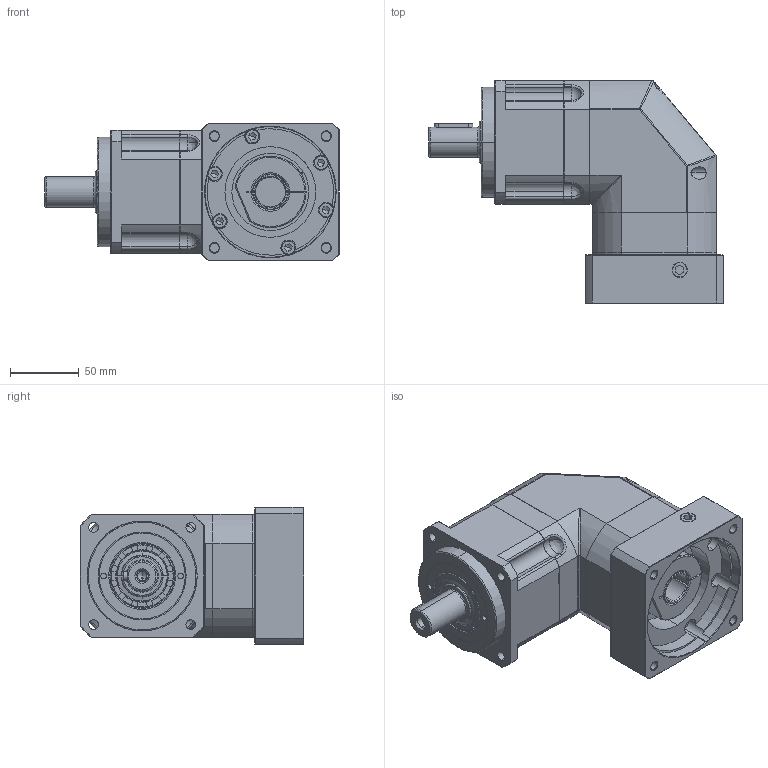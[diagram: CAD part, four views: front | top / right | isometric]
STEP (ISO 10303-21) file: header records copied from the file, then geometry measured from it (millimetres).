
FILE_DESCRIPTION (( 'STEP AP203' ), '1' );
FILE_NAME ('FABR090M1-L1-22-95-115-M8-56.5.STEP', '2021-05-04T07:45:45', ( '微软用户' ), ( '微软中国' ), 'SwSTEP 2.0', 'SolidWorks 2016', '' );
FILE_SCHEMA (( 'CONFIG_CONTROL_DESIGN' ));
Length unit declared in the file: millimetre
Products named in the file (14): 怀堤傷褲极FABR090D_1; 输出内齿圈壳体FAB090D_1; 一级直角箱体FABR090D-加螺栓; 输入端壳体FABR090M1; 输入法兰FAB090M1-95x37.5xM8(115); 输入轴FAB090M1-22; 输入轴锁紧环 26-52-14-加螺栓; M6-14樓粟菜; 楊擘耜謂蹟佪M12; FABR090M1-L1-22-95-115-M8-56.5; 怀堤俴陎殤FAB090-5D_1_1; 隅弇覃淕杶FAB090D_1_1; 蚐猾30476_1_1; A倰す瑩 6-28_8_1
Assembly tree (18 placements, depth 2):
  FABR090M1-L1-22-95-115-M8-56.5
    怀堤俴陎殤FAB090-5D_1_1
    隅弇覃淕杶FAB090D_1_1
    蚐猾30476_1_1
    A倰す瑩 6-28_8_1
    怀堤傷褲极FABR090D_1
    输出内齿圈壳体FAB090D_1
    一级直角箱体FABR090D-加螺栓
    输入端壳体FABR090M1
    输入法兰FAB090M1-95x37.5xM8(115)
    输入轴FAB090M1-22
    输入轴锁紧环 26-52-14-加螺栓
    M6-14樓粟菜  x6
    楊擘耜謂蹟佪M12
Bounding box: 214 x 162.5 x 100 mm (x, y, z)
Volume: 986170 mm3; surface area: 227325.7 mm2
Topology: 12 solids, 33 shells, 902 faces, 2285 edges, 1462 vertices
Faces by surface type: cylinder 372, plane 318, cone 133, torus 40, bspline 35, sphere 4
Entity records: 28284 total; most frequent: CARTESIAN_POINT 8150, DIRECTION 3993, ORIENTED_EDGE 3787, EDGE_CURVE 1921, AXIS2_PLACEMENT_3D 1605, VERTEX_POINT 1237, EDGE_LOOP 883, CIRCLE 836
